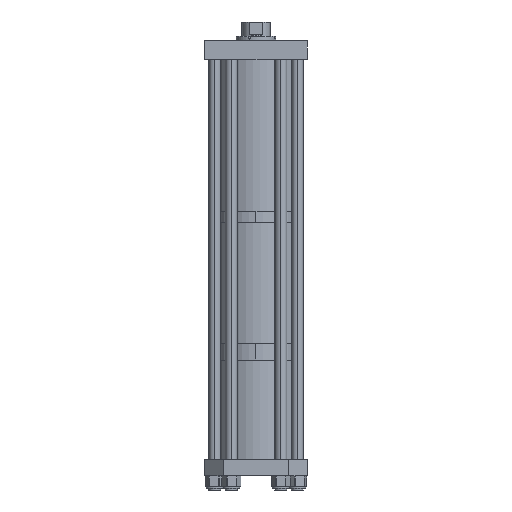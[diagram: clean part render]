
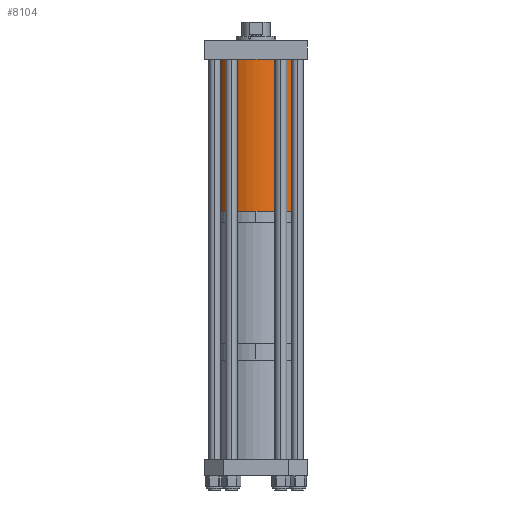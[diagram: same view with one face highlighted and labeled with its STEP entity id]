
A CAD part, left-side view. The second image highlights one B-rep face of the part: STEP entity #8104.
In plain terms, the highlighted cylindrical face has radius 114.3 mm (diameter 228.6 mm), a partial arc.
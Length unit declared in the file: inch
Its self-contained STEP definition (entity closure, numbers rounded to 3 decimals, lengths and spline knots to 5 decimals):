
#64 = CYLINDRICAL_SURFACE ( 'NONE', #9486, 4.5 ) ;
#626 = CIRCLE ( 'NONE', #10644, 4.5 ) ;
#811 = DIRECTION ( 'NONE',  ( 0., 0., -1. ) ) ;
#1001 = DIRECTION ( 'NONE',  ( 0., 0., 1. ) ) ;
#1031 = FACE_OUTER_BOUND ( 'NONE', #9419, .T. ) ;
#1042 = EDGE_CURVE ( 'NONE', #3550, #5922, #6983, .T. ) ;
#1144 = ORIENTED_EDGE ( 'NONE', *, *, #1648, .F. ) ;
#1460 = EDGE_CURVE ( 'NONE', #4620, #10962, #626, .T. ) ;
#1648 = EDGE_CURVE ( 'NONE', #10962, #5922, #5819, .T. ) ;
#1725 = DIRECTION ( 'NONE',  ( -1., 0., 0. ) ) ;
#2146 = DIRECTION ( 'NONE',  ( 1., 0., 0. ) ) ;
#2998 = DIRECTION ( 'NONE',  ( 0., 0., 1. ) ) ;
#3218 = CARTESIAN_POINT ( 'NONE',  ( -4.5, 0., 16.187 ) ) ;
#3550 = VERTEX_POINT ( 'NONE', #5952 ) ;
#4270 = ORIENTED_EDGE ( 'NONE', *, *, #1042, .T. ) ;
#4288 = CARTESIAN_POINT ( 'NONE',  ( 4.5, 0., 16.187 ) ) ;
#4620 = VERTEX_POINT ( 'NONE', #6654 ) ;
#4857 = DIRECTION ( 'NONE',  ( 0., 0., -1. ) ) ;
#5187 = ORIENTED_EDGE ( 'NONE', *, *, #9200, .T. ) ;
#5819 = LINE ( 'NONE', #8222, #9007 ) ;
#5922 = VERTEX_POINT ( 'NONE', #7282 ) ;
#5952 = CARTESIAN_POINT ( 'NONE',  ( 4.5, 0., 0. ) ) ;
#6403 = VECTOR ( 'NONE', #811, 39.37008 ) ;
#6654 = CARTESIAN_POINT ( 'NONE',  ( 4.5, 0., 16.187 ) ) ;
#6719 = ORIENTED_EDGE ( 'NONE', *, *, #1460, .F. ) ;
#6983 = CIRCLE ( 'NONE', #9551, 4.5 ) ;
#7004 = CARTESIAN_POINT ( 'NONE',  ( 0., 0., 16.187 ) ) ;
#7282 = CARTESIAN_POINT ( 'NONE',  ( -4.5, 0., 0. ) ) ;
#7773 = LINE ( 'NONE', #4288, #6403 ) ;
#7897 = CARTESIAN_POINT ( 'NONE',  ( 0., 0., 16.187 ) ) ;
#8104 = ADVANCED_FACE ( 'NONE', ( #1031 ), #64, .T. ) ;
#8222 = CARTESIAN_POINT ( 'NONE',  ( -4.5, 0., 16.187 ) ) ;
#8360 = CARTESIAN_POINT ( 'NONE',  ( 0., 0., 0. ) ) ;
#8734 = DIRECTION ( 'NONE',  ( 0., 0., -1. ) ) ;
#9007 = VECTOR ( 'NONE', #4857, 39.37008 ) ;
#9200 = EDGE_CURVE ( 'NONE', #4620, #3550, #7773, .T. ) ;
#9419 = EDGE_LOOP ( 'NONE', ( #6719, #5187, #4270, #1144 ) ) ;
#9486 = AXIS2_PLACEMENT_3D ( 'NONE', #7004, #8734, #1725 ) ;
#9551 = AXIS2_PLACEMENT_3D ( 'NONE', #8360, #2998, #2146 ) ;
#10644 = AXIS2_PLACEMENT_3D ( 'NONE', #7897, #1001, #10692 ) ;
#10692 = DIRECTION ( 'NONE',  ( 1., 0., 0. ) ) ;
#10962 = VERTEX_POINT ( 'NONE', #3218 ) ;
